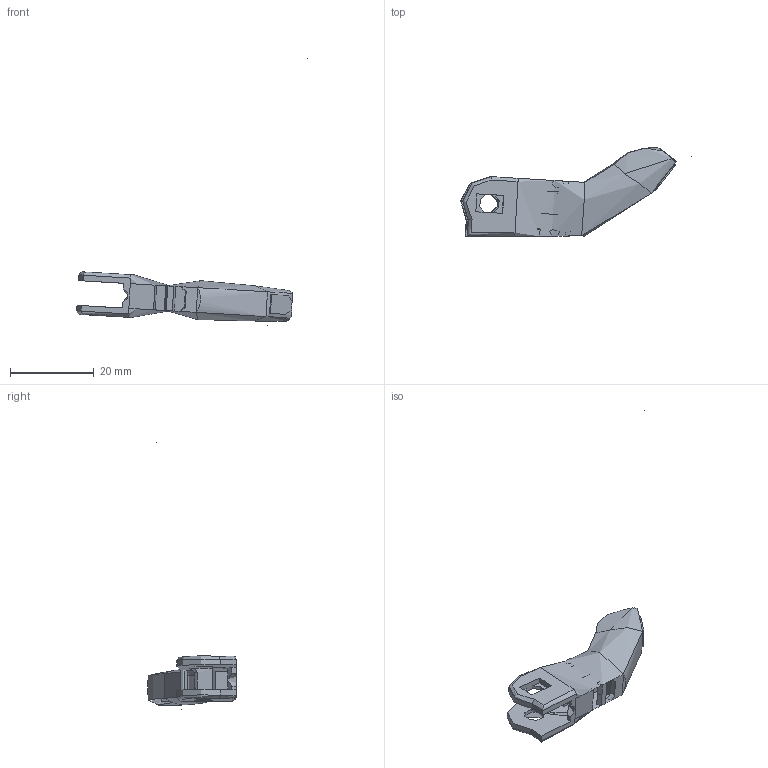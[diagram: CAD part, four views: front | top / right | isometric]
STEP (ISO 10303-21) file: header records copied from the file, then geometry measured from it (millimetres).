
FILE_DESCRIPTION(/* description */ (''),/* implementation_level */ '2;1');
FILE_NAME(/* name */ 'FingerTip.step',/* time_stamp */ '2016-06-19T15:06:13-07:00',/* author */ (''),/* organization */ (''),/* preprocessor_version */ 'ST-DEVELOPER v16.5',/* originating_system */ 'Autodesk Translation Framework v5.0.0.3310',/* authorisation */ '');
FILE_SCHEMA (('AUTOMOTIVE_DESIGN { 1 0 10303 214 3 1 1 }'));
Length unit declared in the file: centimetre
Products named in the file (1): FingerTip v2
Bounding box: 54.92 x 21.05 x 63.39 mm (x, y, z)
Topology: 0 solids, 3 shells, 100 faces, 279 edges, 173 vertices
Faces by surface type: plane 33, bspline 30, cylinder 29, torus 6, cone 2
Full cylindrical faces by diameter (mm): 5.885 x1
Entity records: 9018 total; most frequent: CARTESIAN_POINT 6640, ORIENTED_EDGE 542, DIRECTION 405, EDGE_CURVE 271, VERTEX_POINT 171, LINE 137, VECTOR 137, AXIS2_PLACEMENT_3D 134
